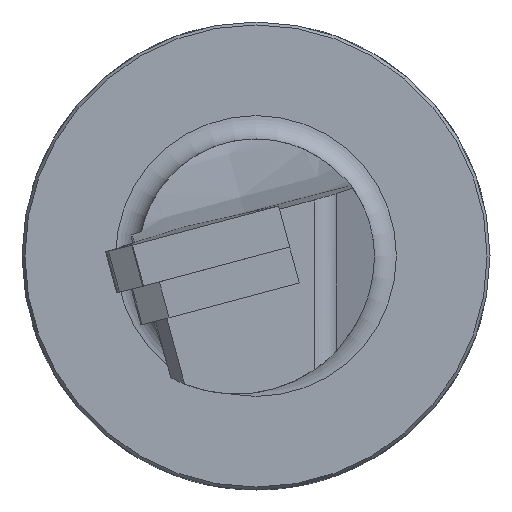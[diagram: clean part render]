
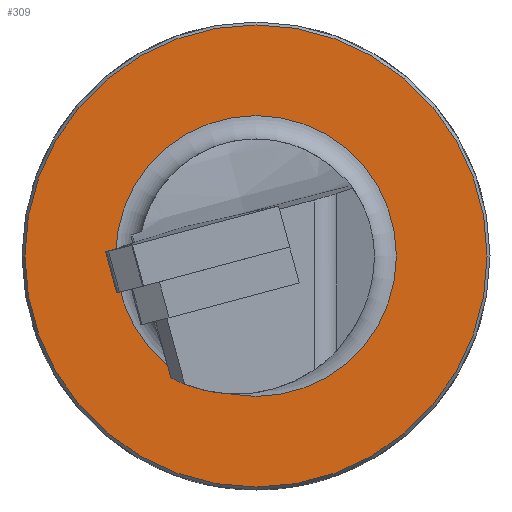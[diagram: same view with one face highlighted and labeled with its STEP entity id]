
A CAD part, left-side view. The second image highlights one B-rep face of the part: STEP entity #309.
In plain terms, the highlighted planar face has unit normal (-1, 0, 0).
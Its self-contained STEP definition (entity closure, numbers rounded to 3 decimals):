
#237=FACE_BOUND('',#501,.T.);
#238=FACE_BOUND('',#502,.T.);
#251=CIRCLE('',#1413,19.75);
#256=CIRCLE('',#1444,12.);
#309=ADVANCED_FACE('',(#237,#238),#365,.T.);
#365=PLANE('',#1445);
#501=EDGE_LOOP('',(#698));
#502=EDGE_LOOP('',(#699));
#698=ORIENTED_EDGE('',*,*,#1091,.F.);
#699=ORIENTED_EDGE('',*,*,#1069,.T.);
#945=VERTEX_POINT('',#2377);
#952=VERTEX_POINT('',#2581);
#1069=EDGE_CURVE('',#945,#945,#251,.T.);
#1091=EDGE_CURVE('',#952,#952,#256,.T.);
#1413=AXIS2_PLACEMENT_3D('',#2376,#1584,#1585);
#1444=AXIS2_PLACEMENT_3D('',#2580,#1662,#1663);
#1445=AXIS2_PLACEMENT_3D('',#2582,#1664,#1665);
#1584=DIRECTION('',(-1.,0.,0.));
#1585=DIRECTION('',(0.,0.,1.));
#1662=DIRECTION('',(-1.,0.,0.));
#1663=DIRECTION('',(0.,0.,-1.));
#1664=DIRECTION('',(-1.,0.,0.));
#1665=DIRECTION('',(0.,0.,1.));
#2376=CARTESIAN_POINT('',(40.,0.,0.));
#2377=CARTESIAN_POINT('',(40.,0.,19.75));
#2580=CARTESIAN_POINT('',(40.,0.,0.));
#2581=CARTESIAN_POINT('',(40.,0.,-12.));
#2582=CARTESIAN_POINT('',(40.,-122.635,0.));
